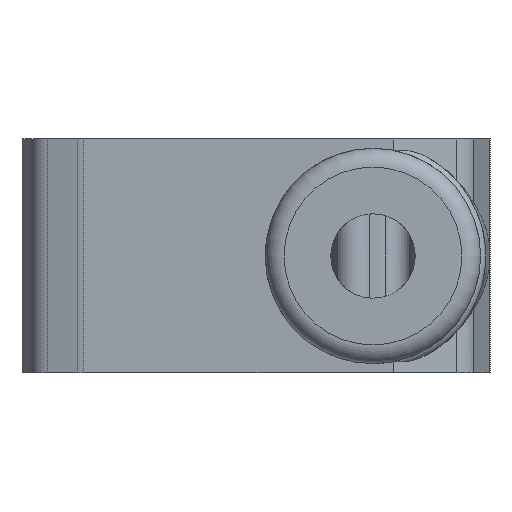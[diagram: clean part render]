
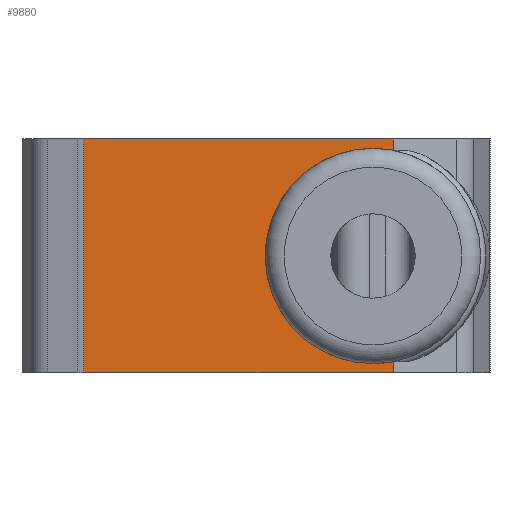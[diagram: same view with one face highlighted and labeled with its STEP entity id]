
A CAD part, front view. The second image highlights one B-rep face of the part: STEP entity #9880.
In plain terms, the highlighted planar face has unit normal (0, -1, 0).
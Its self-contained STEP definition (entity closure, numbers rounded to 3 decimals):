
#599 = PLANE('',#600);
#600 = AXIS2_PLACEMENT_3D('',#601,#602,#603);
#601 = CARTESIAN_POINT('',(13.62,-2.25,5.));
#602 = DIRECTION('',(-0.246,0.969,0.));
#603 = DIRECTION('',(-0.969,-0.246,0.));
#679 = PLANE('',#680);
#680 = AXIS2_PLACEMENT_3D('',#681,#682,#683);
#681 = CARTESIAN_POINT('',(13.62,-2.25,5.));
#682 = DIRECTION('',(-0.246,0.969,0.));
#683 = DIRECTION('',(-0.969,-0.246,0.));
#1039 = PLANE('',#1040);
#1040 = AXIS2_PLACEMENT_3D('',#1041,#1042,#1043);
#1041 = CARTESIAN_POINT('',(-1.25,0.38,5.));
#1042 = DIRECTION('',(0.,0.,1.));
#1043 = DIRECTION('',(1.,0.,-0.));
#1078 = VERTEX_POINT('',#1079);
#1079 = CARTESIAN_POINT('',(13.62,-2.25,5.));
#1100 = EDGE_CURVE('',#1078,#1101,#1103,.T.);
#1101 = VERTEX_POINT('',#1102);
#1102 = CARTESIAN_POINT('',(13.62,-2.25,4.517));
#1103 = SURFACE_CURVE('',#1104,(#1108,#1115),.PCURVE_S1.);
#1104 = LINE('',#1105,#1106);
#1105 = CARTESIAN_POINT('',(13.62,-2.25,5.));
#1106 = VECTOR('',#1107,1.);
#1107 = DIRECTION('',(-0.,-0.,-1.));
#1108 = PCURVE('',#599,#1109);
#1109 = DEFINITIONAL_REPRESENTATION('',(#1110),#1114);
#1110 = LINE('',#1111,#1112);
#1111 = CARTESIAN_POINT('',(0.,0.));
#1112 = VECTOR('',#1113,1.);
#1113 = DIRECTION('',(0.,-1.));
#1114 = ( GEOMETRIC_REPRESENTATION_CONTEXT(2) 
PARAMETRIC_REPRESENTATION_CONTEXT() REPRESENTATION_CONTEXT('2D SPACE',''
  ) );
#1115 = PCURVE('',#1116,#1121);
#1116 = PLANE('',#1117);
#1117 = AXIS2_PLACEMENT_3D('',#1118,#1119,#1120);
#1118 = CARTESIAN_POINT('',(0.38,-2.25,5.));
#1119 = DIRECTION('',(0.,1.,0.));
#1120 = DIRECTION('',(0.,-0.,1.));
#1121 = DEFINITIONAL_REPRESENTATION('',(#1122),#1126);
#1122 = LINE('',#1123,#1124);
#1123 = CARTESIAN_POINT('',(0.,13.24));
#1124 = VECTOR('',#1125,1.);
#1125 = DIRECTION('',(-1.,0.));
#1126 = ( GEOMETRIC_REPRESENTATION_CONTEXT(2) 
PARAMETRIC_REPRESENTATION_CONTEXT() REPRESENTATION_CONTEXT('2D SPACE',''
  ) );
#1145 = CYLINDRICAL_SURFACE('',#1146,4.6);
#1146 = AXIS2_PLACEMENT_3D('',#1147,#1148,#1149);
#1147 = CARTESIAN_POINT('',(12.75,-16.05,0.));
#1148 = DIRECTION('',(-0.,1.,0.));
#1149 = DIRECTION('',(0.,0.,-1.));
#9448 = VERTEX_POINT('',#9449);
#9449 = CARTESIAN_POINT('',(0.38,-2.25,5.));
#9464 = CYLINDRICAL_SURFACE('',#9465,1.);
#9465 = AXIS2_PLACEMENT_3D('',#9466,#9467,#9468);
#9466 = CARTESIAN_POINT('',(0.38,-1.25,5.));
#9467 = DIRECTION('',(0.,-0.,1.));
#9468 = DIRECTION('',(-1.,0.,0.));
#9476 = EDGE_CURVE('',#9448,#1078,#9477,.T.);
#9477 = SURFACE_CURVE('',#9478,(#9482,#9489),.PCURVE_S1.);
#9478 = LINE('',#9479,#9480);
#9479 = CARTESIAN_POINT('',(0.38,-2.25,5.));
#9480 = VECTOR('',#9481,1.);
#9481 = DIRECTION('',(1.,0.,0.));
#9482 = PCURVE('',#1039,#9483);
#9483 = DEFINITIONAL_REPRESENTATION('',(#9484),#9488);
#9484 = LINE('',#9485,#9486);
#9485 = CARTESIAN_POINT('',(1.63,-2.63));
#9486 = VECTOR('',#9487,1.);
#9487 = DIRECTION('',(1.,0.));
#9488 = ( GEOMETRIC_REPRESENTATION_CONTEXT(2) 
PARAMETRIC_REPRESENTATION_CONTEXT() REPRESENTATION_CONTEXT('2D SPACE',''
  ) );
#9489 = PCURVE('',#1116,#9490);
#9490 = DEFINITIONAL_REPRESENTATION('',(#9491),#9495);
#9491 = LINE('',#9492,#9493);
#9492 = CARTESIAN_POINT('',(0.,0.));
#9493 = VECTOR('',#9494,1.);
#9494 = DIRECTION('',(0.,1.));
#9495 = ( GEOMETRIC_REPRESENTATION_CONTEXT(2) 
PARAMETRIC_REPRESENTATION_CONTEXT() REPRESENTATION_CONTEXT('2D SPACE',''
  ) );
#9880 = ADVANCED_FACE('',(#9881),#1116,.F.);
#9881 = FACE_BOUND('',#9882,.T.);
#9882 = EDGE_LOOP('',(#9883,#9909,#9931,#9932,#9933,#9956,#9984));
#9883 = ORIENTED_EDGE('',*,*,#9884,.T.);
#9884 = EDGE_CURVE('',#9885,#9887,#9889,.T.);
#9885 = VERTEX_POINT('',#9886);
#9886 = CARTESIAN_POINT('',(13.62,-2.25,-4.517));
#9887 = VERTEX_POINT('',#9888);
#9888 = CARTESIAN_POINT('',(12.75,-2.25,-4.6));
#9889 = SURFACE_CURVE('',#9890,(#9895,#9902),.PCURVE_S1.);
#9890 = CIRCLE('',#9891,4.6);
#9891 = AXIS2_PLACEMENT_3D('',#9892,#9893,#9894);
#9892 = CARTESIAN_POINT('',(12.75,-2.25,0.));
#9893 = DIRECTION('',(0.,1.,0.));
#9894 = DIRECTION('',(0.,-0.,1.));
#9895 = PCURVE('',#1116,#9896);
#9896 = DEFINITIONAL_REPRESENTATION('',(#9897),#9901);
#9897 = CIRCLE('',#9898,4.6);
#9898 = AXIS2_PLACEMENT_2D('',#9899,#9900);
#9899 = CARTESIAN_POINT('',(-5.,12.37));
#9900 = DIRECTION('',(1.,0.));
#9901 = ( GEOMETRIC_REPRESENTATION_CONTEXT(2) 
PARAMETRIC_REPRESENTATION_CONTEXT() REPRESENTATION_CONTEXT('2D SPACE',''
  ) );
#9902 = PCURVE('',#1145,#9903);
#9903 = DEFINITIONAL_REPRESENTATION('',(#9904),#9908);
#9904 = LINE('',#9905,#9906);
#9905 = CARTESIAN_POINT('',(3.142,13.8));
#9906 = VECTOR('',#9907,1.);
#9907 = DIRECTION('',(1.,0.));
#9908 = ( GEOMETRIC_REPRESENTATION_CONTEXT(2) 
PARAMETRIC_REPRESENTATION_CONTEXT() REPRESENTATION_CONTEXT('2D SPACE',''
  ) );
#9909 = ORIENTED_EDGE('',*,*,#9910,.T.);
#9910 = EDGE_CURVE('',#9887,#1101,#9911,.T.);
#9911 = SURFACE_CURVE('',#9912,(#9917,#9924),.PCURVE_S1.);
#9912 = CIRCLE('',#9913,4.6);
#9913 = AXIS2_PLACEMENT_3D('',#9914,#9915,#9916);
#9914 = CARTESIAN_POINT('',(12.75,-2.25,0.));
#9915 = DIRECTION('',(0.,1.,0.));
#9916 = DIRECTION('',(0.,-0.,1.));
#9917 = PCURVE('',#1116,#9918);
#9918 = DEFINITIONAL_REPRESENTATION('',(#9919),#9923);
#9919 = CIRCLE('',#9920,4.6);
#9920 = AXIS2_PLACEMENT_2D('',#9921,#9922);
#9921 = CARTESIAN_POINT('',(-5.,12.37));
#9922 = DIRECTION('',(1.,0.));
#9923 = ( GEOMETRIC_REPRESENTATION_CONTEXT(2) 
PARAMETRIC_REPRESENTATION_CONTEXT() REPRESENTATION_CONTEXT('2D SPACE',''
  ) );
#9924 = PCURVE('',#1145,#9925);
#9925 = DEFINITIONAL_REPRESENTATION('',(#9926),#9930);
#9926 = LINE('',#9927,#9928);
#9927 = CARTESIAN_POINT('',(-3.142,13.8));
#9928 = VECTOR('',#9929,1.);
#9929 = DIRECTION('',(1.,0.));
#9930 = ( GEOMETRIC_REPRESENTATION_CONTEXT(2) 
PARAMETRIC_REPRESENTATION_CONTEXT() REPRESENTATION_CONTEXT('2D SPACE',''
  ) );
#9931 = ORIENTED_EDGE('',*,*,#1100,.F.);
#9932 = ORIENTED_EDGE('',*,*,#9476,.F.);
#9933 = ORIENTED_EDGE('',*,*,#9934,.T.);
#9934 = EDGE_CURVE('',#9448,#9935,#9937,.T.);
#9935 = VERTEX_POINT('',#9936);
#9936 = CARTESIAN_POINT('',(0.38,-2.25,-5.));
#9937 = SURFACE_CURVE('',#9938,(#9942,#9949),.PCURVE_S1.);
#9938 = LINE('',#9939,#9940);
#9939 = CARTESIAN_POINT('',(0.38,-2.25,5.));
#9940 = VECTOR('',#9941,1.);
#9941 = DIRECTION('',(-0.,-0.,-1.));
#9942 = PCURVE('',#1116,#9943);
#9943 = DEFINITIONAL_REPRESENTATION('',(#9944),#9948);
#9944 = LINE('',#9945,#9946);
#9945 = CARTESIAN_POINT('',(0.,0.));
#9946 = VECTOR('',#9947,1.);
#9947 = DIRECTION('',(-1.,0.));
#9948 = ( GEOMETRIC_REPRESENTATION_CONTEXT(2) 
PARAMETRIC_REPRESENTATION_CONTEXT() REPRESENTATION_CONTEXT('2D SPACE',''
  ) );
#9949 = PCURVE('',#9464,#9950);
#9950 = DEFINITIONAL_REPRESENTATION('',(#9951),#9955);
#9951 = LINE('',#9952,#9953);
#9952 = CARTESIAN_POINT('',(1.571,0.));
#9953 = VECTOR('',#9954,1.);
#9954 = DIRECTION('',(0.,-1.));
#9955 = ( GEOMETRIC_REPRESENTATION_CONTEXT(2) 
PARAMETRIC_REPRESENTATION_CONTEXT() REPRESENTATION_CONTEXT('2D SPACE',''
  ) );
#9956 = ORIENTED_EDGE('',*,*,#9957,.T.);
#9957 = EDGE_CURVE('',#9935,#9958,#9960,.T.);
#9958 = VERTEX_POINT('',#9959);
#9959 = CARTESIAN_POINT('',(13.62,-2.25,-5.));
#9960 = SURFACE_CURVE('',#9961,(#9965,#9972),.PCURVE_S1.);
#9961 = LINE('',#9962,#9963);
#9962 = CARTESIAN_POINT('',(0.38,-2.25,-5.));
#9963 = VECTOR('',#9964,1.);
#9964 = DIRECTION('',(1.,0.,0.));
#9965 = PCURVE('',#1116,#9966);
#9966 = DEFINITIONAL_REPRESENTATION('',(#9967),#9971);
#9967 = LINE('',#9968,#9969);
#9968 = CARTESIAN_POINT('',(-10.,0.));
#9969 = VECTOR('',#9970,1.);
#9970 = DIRECTION('',(0.,1.));
#9971 = ( GEOMETRIC_REPRESENTATION_CONTEXT(2) 
PARAMETRIC_REPRESENTATION_CONTEXT() REPRESENTATION_CONTEXT('2D SPACE',''
  ) );
#9972 = PCURVE('',#9973,#9978);
#9973 = PLANE('',#9974);
#9974 = AXIS2_PLACEMENT_3D('',#9975,#9976,#9977);
#9975 = CARTESIAN_POINT('',(-1.25,0.38,-5.));
#9976 = DIRECTION('',(0.,0.,1.));
#9977 = DIRECTION('',(1.,0.,-0.));
#9978 = DEFINITIONAL_REPRESENTATION('',(#9979),#9983);
#9979 = LINE('',#9980,#9981);
#9980 = CARTESIAN_POINT('',(1.63,-2.63));
#9981 = VECTOR('',#9982,1.);
#9982 = DIRECTION('',(1.,0.));
#9983 = ( GEOMETRIC_REPRESENTATION_CONTEXT(2) 
PARAMETRIC_REPRESENTATION_CONTEXT() REPRESENTATION_CONTEXT('2D SPACE',''
  ) );
#9984 = ORIENTED_EDGE('',*,*,#9985,.F.);
#9985 = EDGE_CURVE('',#9885,#9958,#9986,.T.);
#9986 = SURFACE_CURVE('',#9987,(#9991,#9998),.PCURVE_S1.);
#9987 = LINE('',#9988,#9989);
#9988 = CARTESIAN_POINT('',(13.62,-2.25,5.));
#9989 = VECTOR('',#9990,1.);
#9990 = DIRECTION('',(-0.,-0.,-1.));
#9991 = PCURVE('',#1116,#9992);
#9992 = DEFINITIONAL_REPRESENTATION('',(#9993),#9997);
#9993 = LINE('',#9994,#9995);
#9994 = CARTESIAN_POINT('',(0.,13.24));
#9995 = VECTOR('',#9996,1.);
#9996 = DIRECTION('',(-1.,0.));
#9997 = ( GEOMETRIC_REPRESENTATION_CONTEXT(2) 
PARAMETRIC_REPRESENTATION_CONTEXT() REPRESENTATION_CONTEXT('2D SPACE',''
  ) );
#9998 = PCURVE('',#679,#9999);
#9999 = DEFINITIONAL_REPRESENTATION('',(#10000),#10004);
#10000 = LINE('',#10001,#10002);
#10001 = CARTESIAN_POINT('',(0.,0.));
#10002 = VECTOR('',#10003,1.);
#10003 = DIRECTION('',(0.,-1.));
#10004 = ( GEOMETRIC_REPRESENTATION_CONTEXT(2) 
PARAMETRIC_REPRESENTATION_CONTEXT() REPRESENTATION_CONTEXT('2D SPACE',''
  ) );
